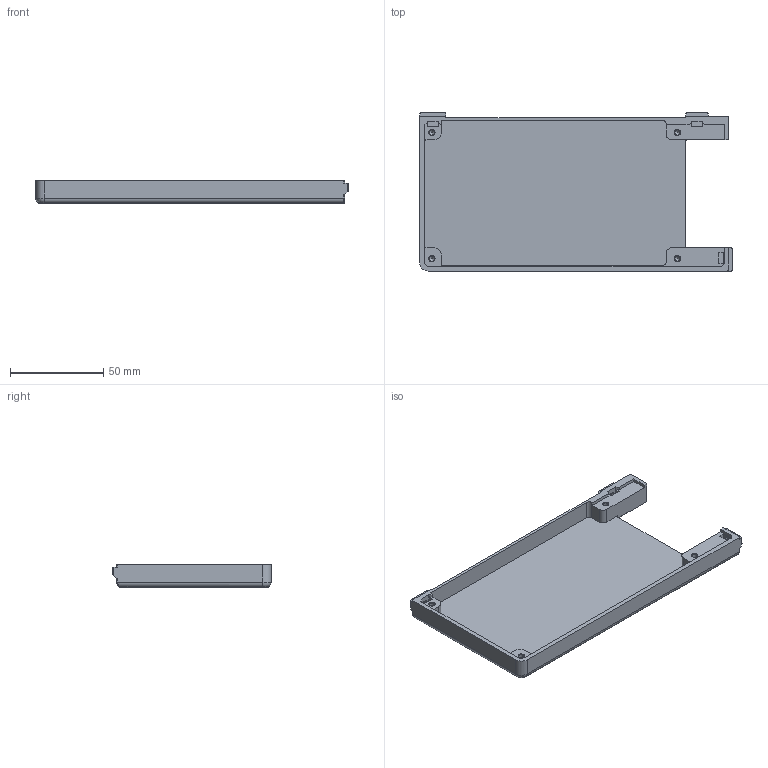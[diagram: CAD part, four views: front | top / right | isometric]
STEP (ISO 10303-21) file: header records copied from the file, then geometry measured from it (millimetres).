
FILE_DESCRIPTION (( 'STEP AP214' ), '1' );
FILE_NAME ('5inch揖類そ碟-狟 - V2.STEP', '2025-12-06T03:31:51', ( '' ), ( '' ), 'SwSTEP 2.0', 'SolidWorks 2021', '' );
FILE_SCHEMA (( 'AUTOMOTIVE_DESIGN' ));
Length unit declared in the file: millimetre
Products named in the file (1): 5inch揖類そ碟-狟 - V2
Bounding box: 168 x 85 x 12 mm (x, y, z)
Volume: 40331.8 mm3; surface area: 34857.7 mm2
Topology: 1 solids, 1 shells, 190 faces, 483 edges, 300 vertices
Faces by surface type: plane 86, cylinder 59, cone 28, torus 13, bspline 4
Entity records: 6022 total; most frequent: CARTESIAN_POINT 1371, DIRECTION 976, ORIENTED_EDGE 966, EDGE_CURVE 483, AXIS2_PLACEMENT_3D 338, LINE 300, VECTOR 300, VERTEX_POINT 300
